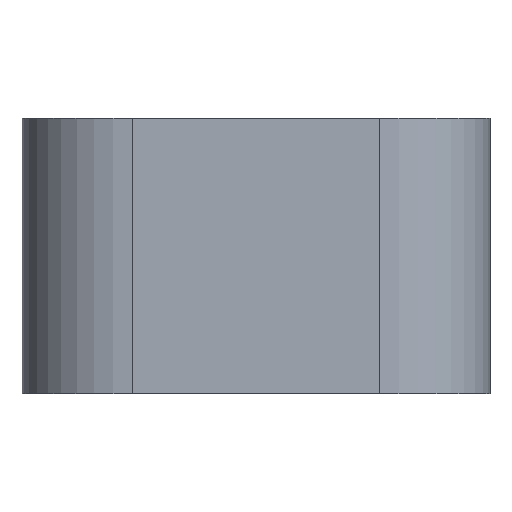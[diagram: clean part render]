
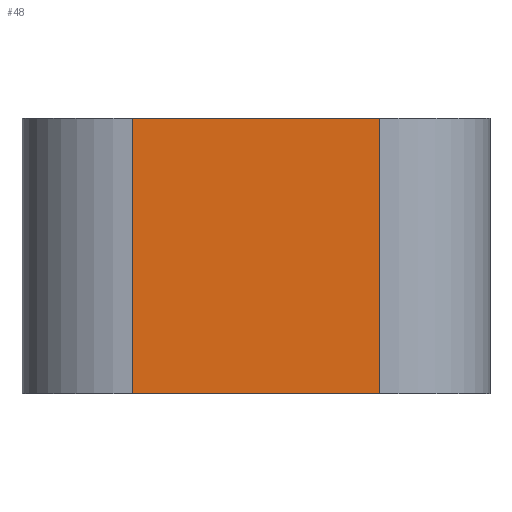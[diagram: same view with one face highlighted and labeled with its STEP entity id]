
A CAD part, left-side view. The second image highlights one B-rep face of the part: STEP entity #48.
In plain terms, the highlighted planar face has unit normal (-1, 0, 0).
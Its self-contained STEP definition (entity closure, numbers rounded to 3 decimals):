
#48 = ADVANCED_FACE( '', ( #109 ), #110, .F. );
#109 = FACE_OUTER_BOUND( '', #182, .T. );
#110 = PLANE( '', #183 );
#182 = EDGE_LOOP( '', ( #266, #267, #268, #269 ) );
#183 = AXIS2_PLACEMENT_3D( '', #270, #271, #272 );
#266 = ORIENTED_EDGE( '', *, *, #439, .F. );
#267 = ORIENTED_EDGE( '', *, *, #440, .T. );
#268 = ORIENTED_EDGE( '', *, *, #426, .T. );
#269 = ORIENTED_EDGE( '', *, *, #441, .T. );
#270 = CARTESIAN_POINT( '', ( -25., 8.5, 10. ) );
#271 = DIRECTION( '', ( 1., 0., 0. ) );
#272 = DIRECTION( '', ( 0., 0., -1. ) );
#426 = EDGE_CURVE( '', #502, #500, #503, .T. );
#439 = EDGE_CURVE( '', #524, #525, #526, .T. );
#440 = EDGE_CURVE( '', #524, #502, #527, .T. );
#441 = EDGE_CURVE( '', #500, #525, #528, .F. );
#500 = VERTEX_POINT( '', #606 );
#502 = VERTEX_POINT( '', #608 );
#503 = LINE( '', #609, #610 );
#524 = VERTEX_POINT( '', #636 );
#525 = VERTEX_POINT( '', #637 );
#526 = LINE( '', #638, #639 );
#527 = LINE( '', #640, #641 );
#528 = LINE( '', #642, #643 );
#606 = CARTESIAN_POINT( '', ( -25., -4.5, 0. ) );
#608 = CARTESIAN_POINT( '', ( -25., 4.5, 0. ) );
#609 = CARTESIAN_POINT( '', ( -25., 8.5, 0. ) );
#610 = VECTOR( '', #741, 1000. );
#636 = CARTESIAN_POINT( '', ( -25., 4.5, 10. ) );
#637 = CARTESIAN_POINT( '', ( -25., -4.5, 10. ) );
#638 = CARTESIAN_POINT( '', ( -25., 8.5, 10. ) );
#639 = VECTOR( '', #762, 1000. );
#640 = CARTESIAN_POINT( '', ( -25., 4.5, 10. ) );
#641 = VECTOR( '', #763, 1000. );
#642 = CARTESIAN_POINT( '', ( -25., -4.5, 10. ) );
#643 = VECTOR( '', #764, 1000. );
#741 = DIRECTION( '', ( 0., -1., 0. ) );
#762 = DIRECTION( '', ( 0., -1., 0. ) );
#763 = DIRECTION( '', ( 0., 0., -1. ) );
#764 = DIRECTION( '', ( 0., 0., -1. ) );
